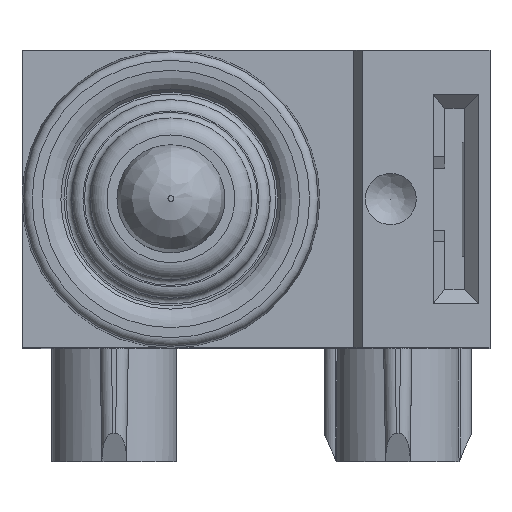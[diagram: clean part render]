
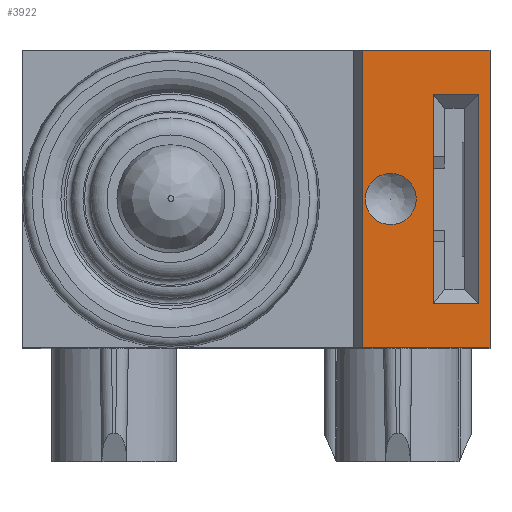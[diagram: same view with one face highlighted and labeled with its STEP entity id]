
A CAD part, top view. The second image highlights one B-rep face of the part: STEP entity #3922.
In plain terms, the highlighted planar face has unit normal (0, 0, 1).
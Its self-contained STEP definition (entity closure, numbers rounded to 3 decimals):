
#57=FACE_BOUND('',#563,.T.);
#58=FACE_BOUND('',#564,.T.);
#116=PLANE('',#4269);
#329=FACE_OUTER_BOUND('',#562,.T.);
#562=EDGE_LOOP('',(#3111,#3112,#3113,#3114));
#563=EDGE_LOOP('',(#3115));
#564=EDGE_LOOP('',(#3116,#3117,#3118,#3119,#3120,#3121));
#833=LINE('',#6005,#1284);
#850=LINE('',#6037,#1301);
#876=LINE('',#6085,#1327);
#903=LINE('',#6197,#1354);
#904=LINE('',#6200,#1355);
#905=LINE('',#6202,#1356);
#906=LINE('',#6204,#1357);
#907=LINE('',#6206,#1358);
#908=LINE('',#6208,#1359);
#909=LINE('',#6209,#1360);
#1284=VECTOR('',#4825,1000.);
#1301=VECTOR('',#4844,1000.);
#1327=VECTOR('',#4878,1000.);
#1354=VECTOR('',#4983,1000.);
#1355=VECTOR('',#4984,1000.);
#1356=VECTOR('',#4985,1000.);
#1357=VECTOR('',#4986,1000.);
#1358=VECTOR('',#4987,1000.);
#1359=VECTOR('',#4988,1000.);
#1360=VECTOR('',#4989,1000.);
#1683=CIRCLE('',#4207,0.45);
#1820=VERTEX_POINT('',#5933);
#1847=VERTEX_POINT('',#6002);
#1848=VERTEX_POINT('',#6004);
#1862=VERTEX_POINT('',#6035);
#1880=VERTEX_POINT('',#6084);
#1927=VERTEX_POINT('',#6198);
#1928=VERTEX_POINT('',#6199);
#1929=VERTEX_POINT('',#6201);
#1930=VERTEX_POINT('',#6203);
#1931=VERTEX_POINT('',#6205);
#1932=VERTEX_POINT('',#6207);
#2242=EDGE_CURVE('',#1820,#1820,#1683,.T.);
#2274=EDGE_CURVE('',#1848,#1847,#833,.T.);
#2291=EDGE_CURVE('',#1847,#1862,#850,.T.);
#2317=EDGE_CURVE('',#1880,#1848,#876,.T.);
#2376=EDGE_CURVE('',#1862,#1880,#903,.T.);
#2377=EDGE_CURVE('',#1927,#1928,#904,.T.);
#2378=EDGE_CURVE('',#1928,#1929,#905,.T.);
#2379=EDGE_CURVE('',#1930,#1929,#906,.T.);
#2380=EDGE_CURVE('',#1930,#1931,#907,.T.);
#2381=EDGE_CURVE('',#1931,#1932,#908,.T.);
#2382=EDGE_CURVE('',#1932,#1927,#909,.T.);
#3111=ORIENTED_EDGE('',*,*,#2376,.T.);
#3112=ORIENTED_EDGE('',*,*,#2317,.T.);
#3113=ORIENTED_EDGE('',*,*,#2274,.T.);
#3114=ORIENTED_EDGE('',*,*,#2291,.T.);
#3115=ORIENTED_EDGE('',*,*,#2242,.F.);
#3116=ORIENTED_EDGE('',*,*,#2377,.T.);
#3117=ORIENTED_EDGE('',*,*,#2378,.T.);
#3118=ORIENTED_EDGE('',*,*,#2379,.F.);
#3119=ORIENTED_EDGE('',*,*,#2380,.T.);
#3120=ORIENTED_EDGE('',*,*,#2381,.T.);
#3121=ORIENTED_EDGE('',*,*,#2382,.T.);
#3922=ADVANCED_FACE('',(#329,#57,#58),#116,.T.);
#4207=AXIS2_PLACEMENT_3D('',#5935,#4764,#4765);
#4269=AXIS2_PLACEMENT_3D('',#6196,#4981,#4982);
#4764=DIRECTION('center_axis',(0.,0.,1.));
#4765=DIRECTION('ref_axis',(0.,-1.,0.));
#4825=DIRECTION('',(0.,1.,0.));
#4844=DIRECTION('',(-1.,0.,0.));
#4878=DIRECTION('',(1.,0.,0.));
#4981=DIRECTION('center_axis',(0.,0.,1.));
#4982=DIRECTION('ref_axis',(0.,-1.,0.));
#4983=DIRECTION('',(0.,-1.,0.));
#4984=DIRECTION('',(-1.,0.,0.));
#4985=DIRECTION('',(0.,1.,0.));
#4986=DIRECTION('',(0.,-1.,0.));
#4987=DIRECTION('',(0.,1.,0.));
#4988=DIRECTION('',(1.,0.,0.));
#4989=DIRECTION('',(0.,-1.,0.));
#5933=CARTESIAN_POINT('',(2.375,0.45,7.45));
#5935=CARTESIAN_POINT('Origin',(2.375,0.,7.45));
#6002=CARTESIAN_POINT('',(4.125,2.625,7.45));
#6004=CARTESIAN_POINT('',(4.125,-2.625,7.45));
#6005=CARTESIAN_POINT('',(4.125,2.625,7.45));
#6035=CARTESIAN_POINT('',(1.875,2.625,7.45));
#6037=CARTESIAN_POINT('',(-4.125,2.625,7.45));
#6084=CARTESIAN_POINT('',(1.875,-2.625,7.45));
#6085=CARTESIAN_POINT('',(-4.125,-2.625,7.45));
#6196=CARTESIAN_POINT('Origin',(0.,0.,7.45));
#6197=CARTESIAN_POINT('',(1.875,2.625,7.45));
#6198=CARTESIAN_POINT('',(3.925,-1.85,7.45));
#6199=CARTESIAN_POINT('',(3.125,-1.85,7.45));
#6200=CARTESIAN_POINT('',(3.325,-1.85,7.45));
#6201=CARTESIAN_POINT('',(3.125,-0.75,7.45));
#6202=CARTESIAN_POINT('',(3.125,-0.75,7.45));
#6203=CARTESIAN_POINT('',(3.125,0.75,7.45));
#6204=CARTESIAN_POINT('',(3.125,0.75,7.45));
#6205=CARTESIAN_POINT('',(3.125,1.85,7.45));
#6206=CARTESIAN_POINT('',(3.125,1.85,7.45));
#6207=CARTESIAN_POINT('',(3.925,1.85,7.45));
#6208=CARTESIAN_POINT('',(3.675,1.85,7.45));
#6209=CARTESIAN_POINT('',(3.925,-1.6,7.45));
